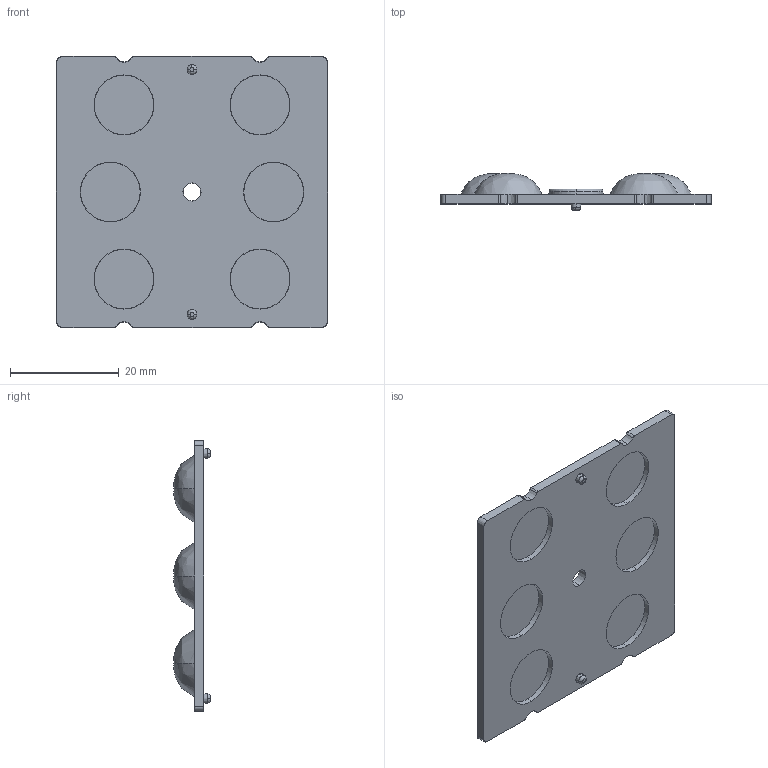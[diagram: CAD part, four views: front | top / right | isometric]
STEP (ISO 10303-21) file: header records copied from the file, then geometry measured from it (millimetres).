
FILE_DESCRIPTION (( 'STEP AP203' ), '1' );
FILE_NAME ('L207-063_LD5050-6C1-T90-KH.stp', '2022-04-12T03:42:45', ( 'Windows 蚚誧' ), ( '' ), 'SwSTEP 2.0', 'SolidWorks 2019', '' );
FILE_SCHEMA (( 'CONFIG_CONTROL_DESIGN' ));
Length unit declared in the file: millimetre
Products named in the file (1): L207-063_LD5050-6C1-T90-KH
Bounding box: 49.8 x 6.75 x 49.8 mm (x, y, z)
Volume: 5373.4 mm3; surface area: 5856.1 mm2
Topology: 1 solids, 1 shells, 321 faces, 892 edges, 588 vertices
Faces by surface type: plane 258, cone 40, bspline 17, cylinder 4, torus 2
Entity records: 10403 total; most frequent: CARTESIAN_POINT 2194, ORIENTED_EDGE 1760, DIRECTION 1559, EDGE_CURVE 880, LINE 749, VECTOR 749, VERTEX_POINT 588, AXIS2_PLACEMENT_3D 405
